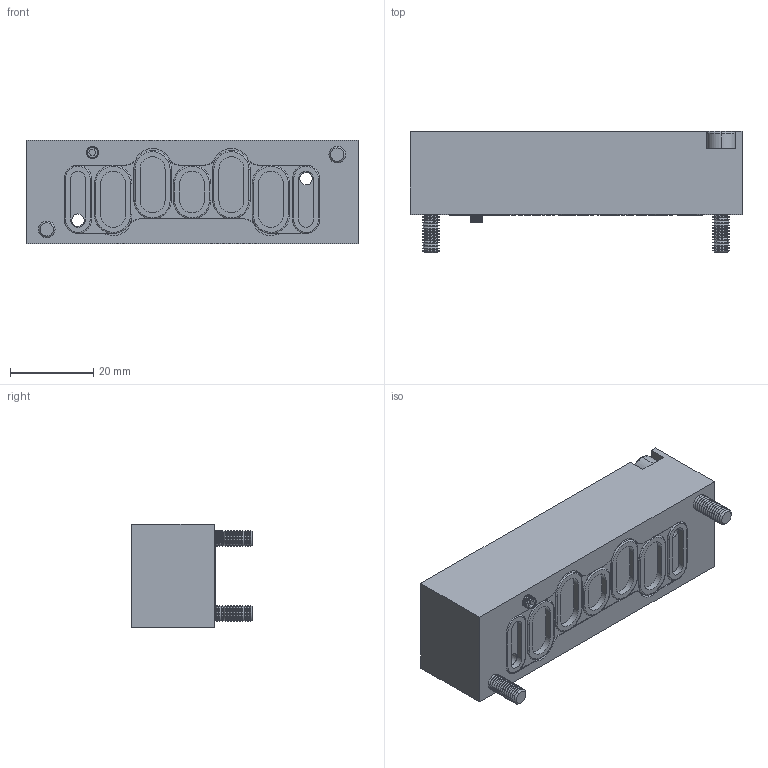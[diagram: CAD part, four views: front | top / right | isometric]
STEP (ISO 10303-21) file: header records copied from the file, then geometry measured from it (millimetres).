
FILE_DESCRIPTION (( 'STEP AP214' ), '1' );
FILE_NAME ('05_065_2.STEP', '2016-02-23T16:46:38', ( '' ), ( '' ), 'SwSTEP 2.0', 'SolidWorks 2016', '' );
FILE_SCHEMA (( 'AUTOMOTIVE_DESIGN' ));
Length unit declared in the file: millimetre
Products named in the file (1): 05_065_2
Bounding box: 80 x 29.2 x 25 mm (x, y, z)
Volume: 37453.3 mm3; surface area: 13444.4 mm2
Topology: 17 solids, 17 shells, 822 faces, 1812 edges, 1029 vertices
Faces by surface type: cylinder 303, cone 288, plane 160, bspline 71
Entity records: 23968 total; most frequent: CARTESIAN_POINT 5710, DIRECTION 4055, ORIENTED_EDGE 3604, EDGE_CURVE 1802, AXIS2_PLACEMENT_3D 1572, VERTEX_POINT 1029, VECTOR 911, LINE 911
